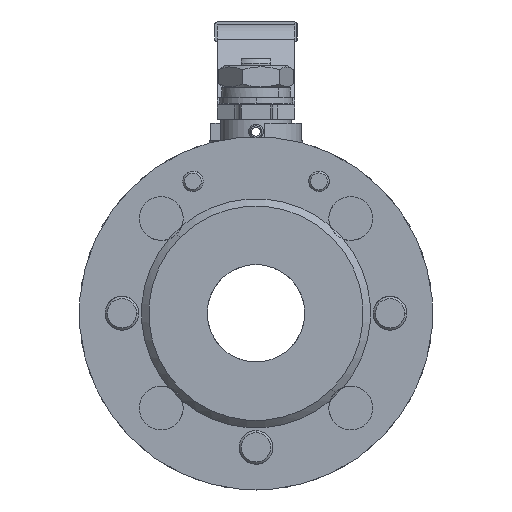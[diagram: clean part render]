
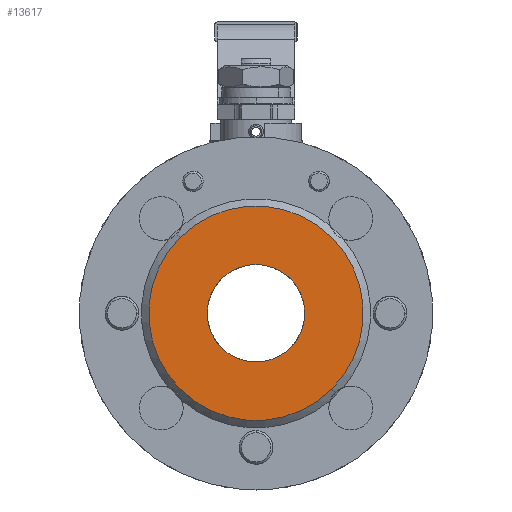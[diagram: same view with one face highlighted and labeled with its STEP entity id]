
A CAD part, left-side view. The second image highlights one B-rep face of the part: STEP entity #13617.
In plain terms, the highlighted planar face has unit normal (-1, 0, 0).
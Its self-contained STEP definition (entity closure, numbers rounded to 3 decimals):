
#3638=CARTESIAN_POINT('',(-45.5,14.142,14.142));
#3639=VERTEX_POINT('',#3638);
#3648=CARTESIAN_POINT('',(-45.5,-14.142,-14.142));
#3649=VERTEX_POINT('',#3648);
#3650=CARTESIAN_POINT('',(-45.5,0.,0.));
#3651=DIRECTION('',(1.,0.,0.));
#3652=DIRECTION('',(0.,0.707,0.707));
#3653=AXIS2_PLACEMENT_3D('',#3650,#3651,#3652);
#3654=CIRCLE('',#3653,20.);
#3655=EDGE_CURVE('',#3649,#3639,#3654,.T.);
#3806=CARTESIAN_POINT('',(-45.5,31.113,31.113));
#3807=VERTEX_POINT('',#3806);
#3816=CARTESIAN_POINT('',(-45.5,-31.113,-31.113));
#3817=VERTEX_POINT('',#3816);
#3818=CARTESIAN_POINT('',(-45.5,0.,0.));
#3819=DIRECTION('',(1.0,0.,0.));
#3820=DIRECTION('',(0.,0.707,0.707));
#3821=AXIS2_PLACEMENT_3D('',#3818,#3819,#3820);
#3822=CIRCLE('',#3821,44.);
#3823=EDGE_CURVE('',#3807,#3817,#3822,.T.);
#13424=CARTESIAN_POINT('',(-45.5,0.,0.));
#13425=DIRECTION('',(1.0,0.,0.));
#13426=DIRECTION('',(0.,0.707,0.707));
#13427=AXIS2_PLACEMENT_3D('',#13424,#13425,#13426);
#13428=CIRCLE('',#13427,44.);
#13429=EDGE_CURVE('',#3817,#3807,#13428,.T.);
#13594=CARTESIAN_POINT('',(-45.5,0.,0.));
#13595=DIRECTION('',(1.,0.,0.));
#13596=DIRECTION('',(0.,0.707,0.707));
#13597=AXIS2_PLACEMENT_3D('',#13594,#13595,#13596);
#13598=CIRCLE('',#13597,20.);
#13599=EDGE_CURVE('',#3639,#3649,#13598,.T.);
#13604=CARTESIAN_POINT('',(-45.5,22.627,22.627));
#13605=DIRECTION('',(-1.0,0.0,0.0));
#13606=DIRECTION('',(0.0,-0.707,0.707));
#13607=AXIS2_PLACEMENT_3D('',#13604,#13605,#13606);
#13608=PLANE('',#13607);
#13609=ORIENTED_EDGE('',*,*,#3823,.F.);
#13610=ORIENTED_EDGE('',*,*,#13429,.F.);
#13611=EDGE_LOOP('',(#13609,#13610));
#13612=FACE_OUTER_BOUND('',#13611,.T.);
#13613=ORIENTED_EDGE('',*,*,#13599,.T.);
#13614=ORIENTED_EDGE('',*,*,#3655,.T.);
#13615=EDGE_LOOP('',(#13613,#13614));
#13616=FACE_BOUND('',#13615,.T.);
#13617=ADVANCED_FACE('',(#13612,#13616),#13608,.T.);
